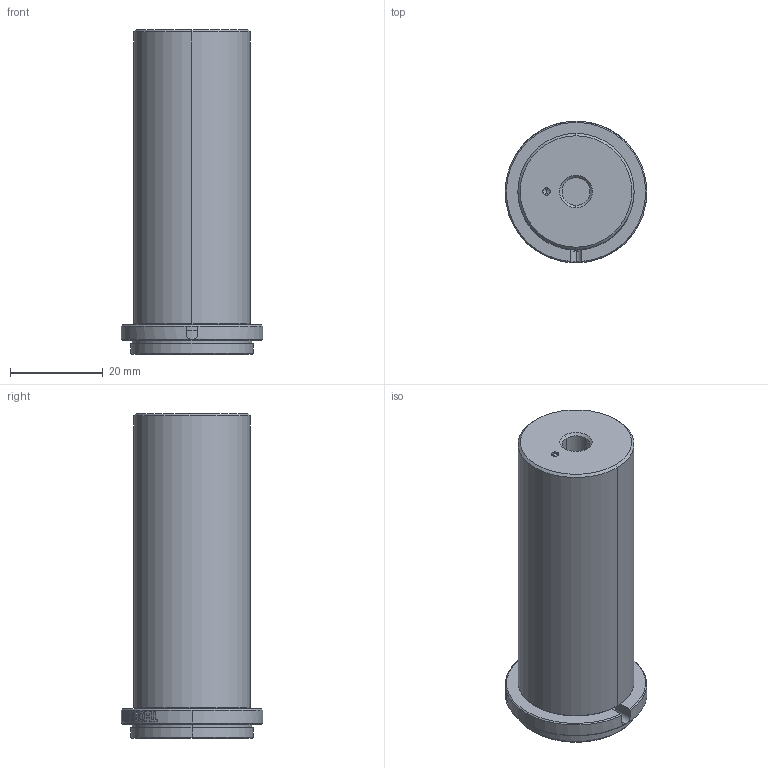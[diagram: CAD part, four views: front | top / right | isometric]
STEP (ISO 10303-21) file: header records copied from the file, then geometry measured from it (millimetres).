
FILE_DESCRIPTION (( 'STEP AP214' ), '1' );
FILE_NAME ('TTN200617-E0W.STEP', '2022-04-27T15:57:53', ( '' ), ( '' ), 'SwSTEP 2.0', 'SolidWorks 2018', '' );
FILE_SCHEMA (( 'AUTOMOTIVE_DESIGN' ));
Length unit declared in the file: inch
Products named in the file (1): TTN200617-E0W
Bounding box: 30.48 x 30.47 x 69.85 mm (x, y, z)
Volume: 31368.8 mm3; surface area: 24440.7 mm2
Topology: 5 solids, 5 shells, 1129 faces, 2467 edges, 1373 vertices
Faces by surface type: torus 516, cylinder 322, bspline 147, plane 105, cone 39
Entity records: 54738 total; most frequent: CARTESIAN_POINT 15726, DIRECTION 5454, ORIENTED_EDGE 4926, AXIS2_PLACEMENT_3D 2496, EDGE_CURVE 2463, CIRCLE 1513, VERTEX_POINT 1373, EDGE_LOOP 1168
